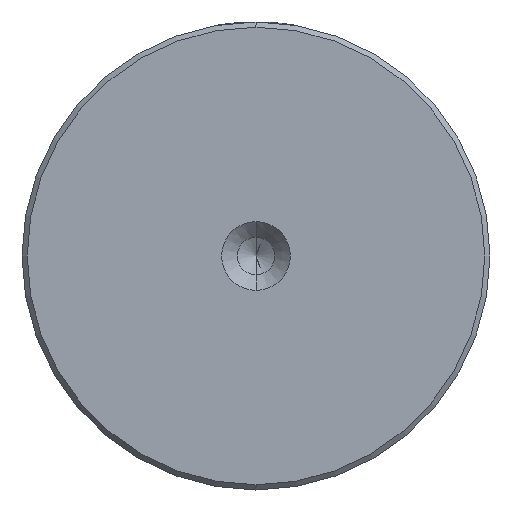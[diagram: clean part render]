
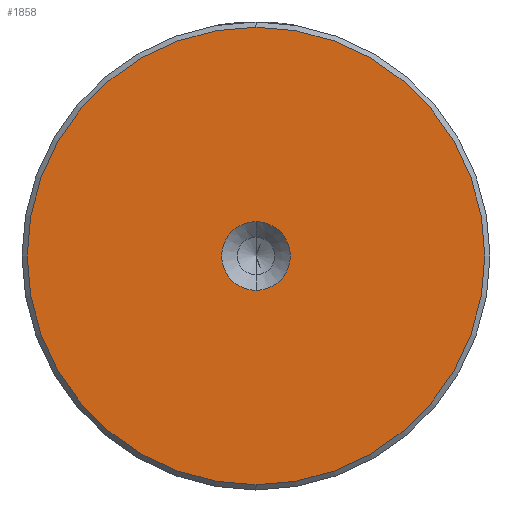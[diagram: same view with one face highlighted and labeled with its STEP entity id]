
A CAD part, left-side view. The second image highlights one B-rep face of the part: STEP entity #1858.
In plain terms, the highlighted planar face has unit normal (-1, 0, 0).
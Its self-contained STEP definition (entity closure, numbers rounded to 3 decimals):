
#134 = AXIS2_PLACEMENT_3D ( 'NONE', #278, #637, #1912 ) ;
#137 = EDGE_LOOP ( 'NONE', ( #2155, #503 ) ) ;
#155 = DIRECTION ( 'NONE',  ( -1., 0., 0. ) ) ;
#162 = CARTESIAN_POINT ( 'NONE',  ( 0., 0., 0. ) ) ;
#256 = DIRECTION ( 'NONE',  ( -1., 0., 0. ) ) ;
#272 = ORIENTED_EDGE ( 'NONE', *, *, #2018, .F. ) ;
#278 = CARTESIAN_POINT ( 'NONE',  ( 0., 0., 0. ) ) ;
#503 = ORIENTED_EDGE ( 'NONE', *, *, #907, .T. ) ;
#507 = CARTESIAN_POINT ( 'NONE',  ( 0., 0., 3.3 ) ) ;
#556 = VERTEX_POINT ( 'NONE', #2299 ) ;
#637 = DIRECTION ( 'NONE',  ( -1., 0., 0. ) ) ;
#678 = VERTEX_POINT ( 'NONE', #507 ) ;
#744 = AXIS2_PLACEMENT_3D ( 'NONE', #162, #155, #2184 ) ;
#797 = EDGE_CURVE ( 'NONE', #1143, #556, #2323, .T. ) ;
#907 = EDGE_CURVE ( 'NONE', #556, #1143, #1155, .T. ) ;
#940 = CARTESIAN_POINT ( 'NONE',  ( 0., 0., 0. ) ) ;
#1010 = DIRECTION ( 'NONE',  ( -1., 0., 0. ) ) ;
#1015 = ORIENTED_EDGE ( 'NONE', *, *, #1786, .F. ) ;
#1113 = DIRECTION ( 'NONE',  ( 0., 0., 1. ) ) ;
#1132 = FACE_OUTER_BOUND ( 'NONE', #137, .T. ) ;
#1143 = VERTEX_POINT ( 'NONE', #1896 ) ;
#1155 = CIRCLE ( 'NONE', #1214, 22. ) ;
#1197 = CIRCLE ( 'NONE', #1260, 3.3 ) ;
#1214 = AXIS2_PLACEMENT_3D ( 'NONE', #940, #2196, #1113 ) ;
#1260 = AXIS2_PLACEMENT_3D ( 'NONE', #1332, #256, #1521 ) ;
#1316 = EDGE_LOOP ( 'NONE', ( #1015, #272 ) ) ;
#1332 = CARTESIAN_POINT ( 'NONE',  ( 0., 0., 0. ) ) ;
#1398 = VERTEX_POINT ( 'NONE', #2336 ) ;
#1472 = AXIS2_PLACEMENT_3D ( 'NONE', #2097, #1010, #2263 ) ;
#1521 = DIRECTION ( 'NONE',  ( 0., 0., 1. ) ) ;
#1573 = FACE_BOUND ( 'NONE', #1316, .T. ) ;
#1730 = PLANE ( 'NONE',  #134 ) ;
#1786 = EDGE_CURVE ( 'NONE', #678, #1398, #1197, .T. ) ;
#1835 = CIRCLE ( 'NONE', #1472, 3.3 ) ;
#1858 = ADVANCED_FACE ( 'NONE', ( #1132, #1573 ), #1730, .T. ) ;
#1896 = CARTESIAN_POINT ( 'NONE',  ( 0., 0., -22. ) ) ;
#1912 = DIRECTION ( 'NONE',  ( 0., 0., 1. ) ) ;
#2018 = EDGE_CURVE ( 'NONE', #1398, #678, #1835, .T. ) ;
#2097 = CARTESIAN_POINT ( 'NONE',  ( 0., 0., 0. ) ) ;
#2155 = ORIENTED_EDGE ( 'NONE', *, *, #797, .T. ) ;
#2184 = DIRECTION ( 'NONE',  ( 0., 0., 1. ) ) ;
#2196 = DIRECTION ( 'NONE',  ( -1., 0., 0. ) ) ;
#2263 = DIRECTION ( 'NONE',  ( 0., 0., 1. ) ) ;
#2299 = CARTESIAN_POINT ( 'NONE',  ( 0., 0., 22. ) ) ;
#2323 = CIRCLE ( 'NONE', #744, 22. ) ;
#2336 = CARTESIAN_POINT ( 'NONE',  ( 0., 0., -3.3 ) ) ;
